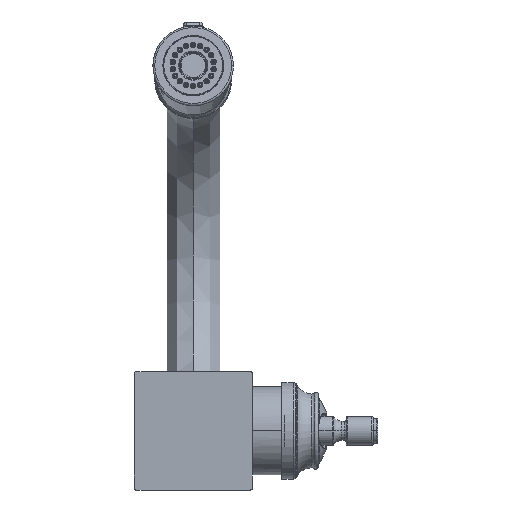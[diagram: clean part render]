
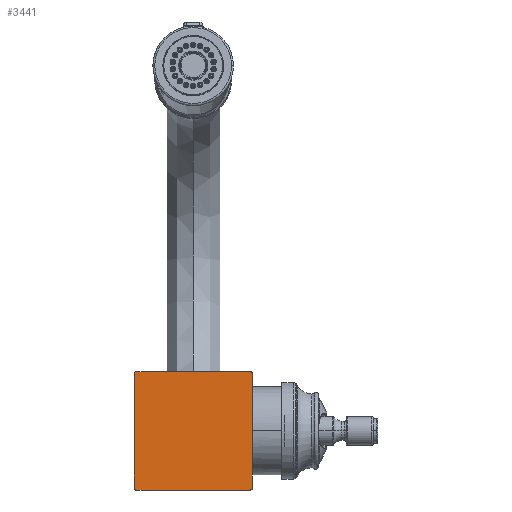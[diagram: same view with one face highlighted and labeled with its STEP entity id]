
A CAD part, front view. The second image highlights one B-rep face of the part: STEP entity #3441.
In plain terms, the highlighted planar face has unit normal (0, -1, 0).
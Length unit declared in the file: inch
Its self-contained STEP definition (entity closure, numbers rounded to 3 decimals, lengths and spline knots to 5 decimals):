
#416=CARTESIAN_POINT('',(-1.17,0.292,1.17));
#417=DIRECTION('',(0.,-1.,0.));
#418=DIRECTION('',(0.,0.,1.));
#419=AXIS2_PLACEMENT_3D('',#416,#417,#418);
#424=DIRECTION('',(1.,0.,0.));
#425=VECTOR('',#424,2.34);
#426=CARTESIAN_POINT('',(-1.17,0.292,1.21));
#427=LINE('',#426,#425);
#431=CARTESIAN_POINT('',(1.17,0.292,1.17));
#432=DIRECTION('',(0.,-1.,0.));
#433=DIRECTION('',(1.,0.,0.));
#434=AXIS2_PLACEMENT_3D('',#431,#432,#433);
#439=DIRECTION('',(0.,0.,-1.));
#440=VECTOR('',#439,2.34);
#441=CARTESIAN_POINT('',(1.21,0.292,1.17));
#442=LINE('',#441,#440);
#446=CARTESIAN_POINT('',(1.17,0.292,-1.17));
#447=DIRECTION('',(0.,-1.,0.));
#448=DIRECTION('',(0.,0.,-1.));
#449=AXIS2_PLACEMENT_3D('',#446,#447,#448);
#454=DIRECTION('',(-1.,0.,0.));
#455=VECTOR('',#454,2.34);
#456=CARTESIAN_POINT('',(1.17,0.292,-1.21));
#457=LINE('',#456,#455);
#461=CARTESIAN_POINT('',(-1.17,0.292,-1.17));
#462=DIRECTION('',(0.,-1.,0.));
#463=DIRECTION('',(-1.,0.,0.));
#464=AXIS2_PLACEMENT_3D('',#461,#462,#463);
#469=DIRECTION('',(0.,0.,1.));
#470=VECTOR('',#469,2.34);
#471=CARTESIAN_POINT('',(-1.21,0.292,-1.17));
#472=LINE('',#471,#470);
#3182=CARTESIAN_POINT('',(-1.17,0.292,1.21));
#3183=CARTESIAN_POINT('',(-1.21,0.292,1.17));
#3184=VERTEX_POINT('',#3182);
#3185=VERTEX_POINT('',#3183);
#3186=CARTESIAN_POINT('',(1.21,0.292,1.17));
#3187=CARTESIAN_POINT('',(1.17,0.292,1.21));
#3188=VERTEX_POINT('',#3186);
#3189=VERTEX_POINT('',#3187);
#3190=CARTESIAN_POINT('',(1.17,0.292,-1.21));
#3191=CARTESIAN_POINT('',(1.21,0.292,-1.17));
#3192=VERTEX_POINT('',#3190);
#3193=VERTEX_POINT('',#3191);
#3194=CARTESIAN_POINT('',(-1.21,0.292,-1.17));
#3195=CARTESIAN_POINT('',(-1.17,0.292,-1.21));
#3196=VERTEX_POINT('',#3194);
#3197=VERTEX_POINT('',#3195);
#3420=CARTESIAN_POINT('',(0.,0.292,0.));
#3421=DIRECTION('',(0.,1.,0.));
#3422=DIRECTION('',(0.,0.,-1.));
#3423=AXIS2_PLACEMENT_3D('',#3420,#3421,#3422);
#3424=PLANE('',#3423);
#3425=ORIENTED_EDGE('',*,*,#3387,.F.);
#3427=ORIENTED_EDGE('',*,*,#3426,.T.);
#3429=ORIENTED_EDGE('',*,*,#3428,.F.);
#3431=ORIENTED_EDGE('',*,*,#3430,.T.);
#3433=ORIENTED_EDGE('',*,*,#3432,.F.);
#3435=ORIENTED_EDGE('',*,*,#3434,.T.);
#3437=ORIENTED_EDGE('',*,*,#3436,.F.);
#3438=ORIENTED_EDGE('',*,*,#3406,.T.);
#3439=EDGE_LOOP('',(#3425,#3427,#3429,#3431,#3433,#3435,#3437,#3438));
#3440=FACE_OUTER_BOUND('',#3439,.F.);
#420=CIRCLE('',#419,0.04);
#435=CIRCLE('',#434,0.04);
#450=CIRCLE('',#449,0.04);
#465=CIRCLE('',#464,0.04);
#3387=EDGE_CURVE('',#3184,#3185,#420,.T.);
#3406=EDGE_CURVE('',#3196,#3185,#472,.T.);
#3426=EDGE_CURVE('',#3184,#3189,#427,.T.);
#3428=EDGE_CURVE('',#3188,#3189,#435,.T.);
#3430=EDGE_CURVE('',#3188,#3193,#442,.T.);
#3432=EDGE_CURVE('',#3192,#3193,#450,.T.);
#3434=EDGE_CURVE('',#3192,#3197,#457,.T.);
#3436=EDGE_CURVE('',#3196,#3197,#465,.T.);
#3441=ADVANCED_FACE('',(#3440),#3424,.F.);
